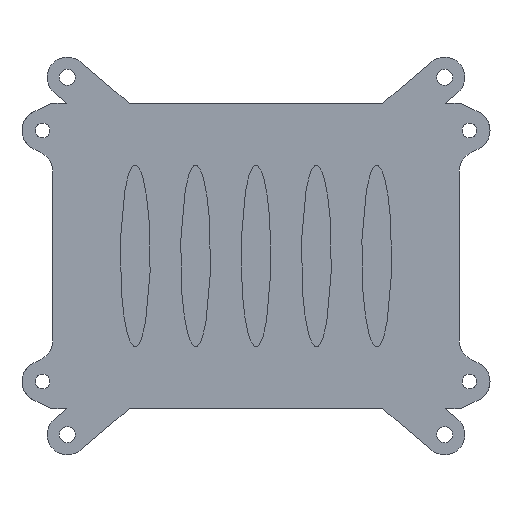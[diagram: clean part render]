
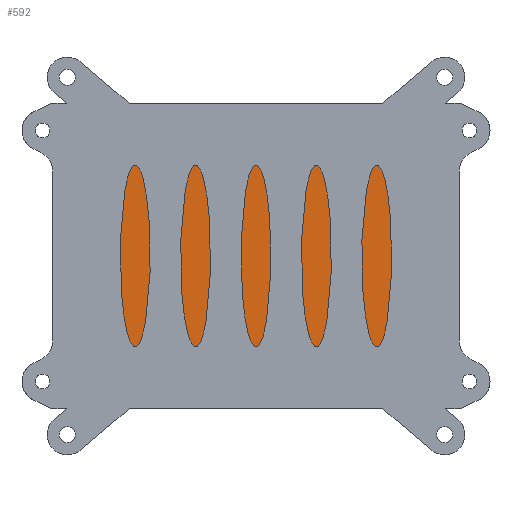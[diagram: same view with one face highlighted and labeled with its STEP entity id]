
A CAD part, front view. The second image highlights one B-rep face of the part: STEP entity #592.
In plain terms, the highlighted face is planar.
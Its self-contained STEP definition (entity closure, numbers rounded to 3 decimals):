
#303 = ORIENTED_EDGE ( 'NONE', *, *, #1551, .F. ) ;
#592 = ADVANCED_FACE ( 'NONE', ( #7029, #7024, #7030, #7039, #7031 ), #6452, .T. ) ;
#1339 = EDGE_CURVE ( 'NONE', #4174, #4134, #9428, .T. ) ;
#1349 = EDGE_CURVE ( 'NONE', #4171, #4144, #9398, .T. ) ;
#1380 = EDGE_CURVE ( 'NONE', #5141, #5143, #9457, .T. ) ;
#1393 = EDGE_CURVE ( 'NONE', #5133, #5131, #9493, .T. ) ;
#1463 = EDGE_CURVE ( 'NONE', #1782, #1809, #9608, .T. ) ;
#1466 = EDGE_CURVE ( 'NONE', #4144, #4171, #9624, .T. ) ;
#1502 = EDGE_CURVE ( 'NONE', #1809, #1845, #9684, .T. ) ;
#1537 = EDGE_CURVE ( 'NONE', #5131, #5133, #9729, .T. ) ;
#1542 = EDGE_CURVE ( 'NONE', #4134, #4174, #9713, .T. ) ;
#1551 = EDGE_CURVE ( 'NONE', #1803, #1782, #9796, .T. ) ;
#1565 = EDGE_CURVE ( 'NONE', #1845, #1803, #9765, .T. ) ;
#1575 = EDGE_CURVE ( 'NONE', #5143, #5141, #9779, .T. ) ;
#1782 = VERTEX_POINT ( 'NONE', #10714 ) ;
#1803 = VERTEX_POINT ( 'NONE', #10748 ) ;
#1809 = VERTEX_POINT ( 'NONE', #10769 ) ;
#1845 = VERTEX_POINT ( 'NONE', #10815 ) ;
#4134 = VERTEX_POINT ( 'NONE', #13292 ) ;
#4144 = VERTEX_POINT ( 'NONE', #13267 ) ;
#4171 = VERTEX_POINT ( 'NONE', #13353 ) ;
#4174 = VERTEX_POINT ( 'NONE', #13308 ) ;
#4375 = EDGE_LOOP ( 'NONE', ( #10474, #10443 ) ) ;
#4392 = EDGE_LOOP ( 'NONE', ( #10466, #10437 ) ) ;
#4422 = EDGE_LOOP ( 'NONE', ( #10411, #10495 ) ) ;
#4426 = EDGE_LOOP ( 'NONE', ( #11481, #11483, #303, #10486 ) ) ;
#4429 = EDGE_LOOP ( 'NONE', ( #10458, #10464 ) ) ;
#5131 = VERTEX_POINT ( 'NONE', #13408 ) ;
#5133 = VERTEX_POINT ( 'NONE', #13497 ) ;
#5141 = VERTEX_POINT ( 'NONE', #13496 ) ;
#5143 = VERTEX_POINT ( 'NONE', #13434 ) ;
#6118 = AXIS2_PLACEMENT_3D ( 'NONE', #6440, #6420, #6421 ) ;
#6420 = DIRECTION ( 'NONE',  ( 0., 0., -1. ) ) ;
#6421 = DIRECTION ( 'NONE',  ( -1., 0., 0. ) ) ;
#6440 = CARTESIAN_POINT ( 'NONE',  ( 0., 0., 0. ) ) ;
#6452 = PLANE ( 'NONE',  #6118 ) ;
#7024 = FACE_BOUND ( 'NONE', #4375, .T. ) ;
#7029 = FACE_BOUND ( 'NONE', #4422, .T. ) ;
#7030 = FACE_BOUND ( 'NONE', #4392, .T. ) ;
#7031 = FACE_OUTER_BOUND ( 'NONE', #4426, .T. ) ;
#7039 = FACE_BOUND ( 'NONE', #4429, .T. ) ;
#8262 = AXIS2_PLACEMENT_3D ( 'NONE', #8787, #8802, #8794 ) ;
#8276 = AXIS2_PLACEMENT_3D ( 'NONE', #8801, #8808, #8811 ) ;
#8281 = AXIS2_PLACEMENT_3D ( 'NONE', #10439, #10423, #10392 ) ;
#8304 = AXIS2_PLACEMENT_3D ( 'NONE', #10507, #10496, #10483 ) ;
#8331 = AXIS2_PLACEMENT_3D ( 'NONE', #10381, #10349, #10386 ) ;
#8359 = AXIS2_PLACEMENT_3D ( 'NONE', #10709, #10687, #10698 ) ;
#8364 = AXIS2_PLACEMENT_3D ( 'NONE', #10711, #10244, #8665 ) ;
#8366 = AXIS2_PLACEMENT_3D ( 'NONE', #11366, #11346, #11342 ) ;
#8665 = DIRECTION ( 'NONE',  ( 1., 0., 0. ) ) ;
#8787 = CARTESIAN_POINT ( 'NONE',  ( 34.25, 24.25, 0. ) ) ;
#8794 = DIRECTION ( 'NONE',  ( 1., 0., 0. ) ) ;
#8801 = CARTESIAN_POINT ( 'NONE',  ( -34.25, -24.25, 0. ) ) ;
#8802 = DIRECTION ( 'NONE',  ( 0., 0., 1. ) ) ;
#8808 = DIRECTION ( 'NONE',  ( 0., 0., 1. ) ) ;
#8811 = DIRECTION ( 'NONE',  ( 1., 0., 0. ) ) ;
#9398 = CIRCLE ( 'NONE', #8276, 1.5 ) ;
#9428 = CIRCLE ( 'NONE', #8262, 1.5 ) ;
#9457 = CIRCLE ( 'NONE', #8281, 1.5 ) ;
#9493 = CIRCLE ( 'NONE', #8304, 1.5 ) ;
#9608 = LINE ( 'NONE', #10704, #9617 ) ;
#9617 = VECTOR ( 'NONE', #10705, 1000. ) ;
#9624 = CIRCLE ( 'NONE', #8359, 1.5 ) ;
#9641 = VECTOR ( 'NONE', #10278, 1000. ) ;
#9684 = LINE ( 'NONE', #10270, #9641 ) ;
#9713 = CIRCLE ( 'NONE', #8364, 1.5 ) ;
#9729 = CIRCLE ( 'NONE', #8331, 1.5 ) ;
#9765 = LINE ( 'NONE', #11329, #9799 ) ;
#9779 = CIRCLE ( 'NONE', #8366, 1.5 ) ;
#9796 = LINE ( 'NONE', #11290, #9807 ) ;
#9799 = VECTOR ( 'NONE', #11341, 1000. ) ;
#9807 = VECTOR ( 'NONE', #11320, 1000. ) ;
#10244 = DIRECTION ( 'NONE',  ( 0., 0., 1. ) ) ;
#10270 = CARTESIAN_POINT ( 'NONE',  ( -37.5, -27.5, 0. ) ) ;
#10278 = DIRECTION ( 'NONE',  ( 0., -1., 0. ) ) ;
#10349 = DIRECTION ( 'NONE',  ( 0., 0., 1. ) ) ;
#10381 = CARTESIAN_POINT ( 'NONE',  ( 34.25, -24.25, 0. ) ) ;
#10386 = DIRECTION ( 'NONE',  ( 1., 0., 0. ) ) ;
#10392 = DIRECTION ( 'NONE',  ( 1., 0., 0. ) ) ;
#10411 = ORIENTED_EDGE ( 'NONE', *, *, #1575, .T. ) ;
#10423 = DIRECTION ( 'NONE',  ( 0., 0., 1. ) ) ;
#10437 = ORIENTED_EDGE ( 'NONE', *, *, #1339, .T. ) ;
#10439 = CARTESIAN_POINT ( 'NONE',  ( -34.25, 24.25, 0. ) ) ;
#10443 = ORIENTED_EDGE ( 'NONE', *, *, #1393, .T. ) ;
#10458 = ORIENTED_EDGE ( 'NONE', *, *, #1466, .T. ) ;
#10464 = ORIENTED_EDGE ( 'NONE', *, *, #1349, .T. ) ;
#10466 = ORIENTED_EDGE ( 'NONE', *, *, #1542, .T. ) ;
#10474 = ORIENTED_EDGE ( 'NONE', *, *, #1537, .T. ) ;
#10483 = DIRECTION ( 'NONE',  ( 1., 0., 0. ) ) ;
#10486 = ORIENTED_EDGE ( 'NONE', *, *, #1565, .F. ) ;
#10495 = ORIENTED_EDGE ( 'NONE', *, *, #1380, .T. ) ;
#10496 = DIRECTION ( 'NONE',  ( 0., 0., 1. ) ) ;
#10507 = CARTESIAN_POINT ( 'NONE',  ( 34.25, -24.25, 0. ) ) ;
#10687 = DIRECTION ( 'NONE',  ( 0., 0., 1. ) ) ;
#10698 = DIRECTION ( 'NONE',  ( 1., 0., 0. ) ) ;
#10704 = CARTESIAN_POINT ( 'NONE',  ( -37.5, 27.5, 0. ) ) ;
#10705 = DIRECTION ( 'NONE',  ( -1., 0., 0. ) ) ;
#10709 = CARTESIAN_POINT ( 'NONE',  ( -34.25, -24.25, 0. ) ) ;
#10711 = CARTESIAN_POINT ( 'NONE',  ( 34.25, 24.25, 0. ) ) ;
#10714 = CARTESIAN_POINT ( 'NONE',  ( 37.5, 27.5, 0. ) ) ;
#10748 = CARTESIAN_POINT ( 'NONE',  ( 37.5, -27.5, 0. ) ) ;
#10769 = CARTESIAN_POINT ( 'NONE',  ( -37.5, 27.5, 0. ) ) ;
#10815 = CARTESIAN_POINT ( 'NONE',  ( -37.5, -27.5, 0. ) ) ;
#11290 = CARTESIAN_POINT ( 'NONE',  ( 37.5, -27.5, 0. ) ) ;
#11320 = DIRECTION ( 'NONE',  ( 0., 1., 0. ) ) ;
#11329 = CARTESIAN_POINT ( 'NONE',  ( -37.5, -27.5, 0. ) ) ;
#11341 = DIRECTION ( 'NONE',  ( 1., 0., 0. ) ) ;
#11342 = DIRECTION ( 'NONE',  ( 1., 0., 0. ) ) ;
#11346 = DIRECTION ( 'NONE',  ( 0., 0., 1. ) ) ;
#11366 = CARTESIAN_POINT ( 'NONE',  ( -34.25, 24.25, 0. ) ) ;
#11481 = ORIENTED_EDGE ( 'NONE', *, *, #1502, .F. ) ;
#11483 = ORIENTED_EDGE ( 'NONE', *, *, #1463, .F. ) ;
#13267 = CARTESIAN_POINT ( 'NONE',  ( -32.75, -24.25, 0. ) ) ;
#13292 = CARTESIAN_POINT ( 'NONE',  ( 35.75, 24.25, 0. ) ) ;
#13308 = CARTESIAN_POINT ( 'NONE',  ( 32.75, 24.25, 0. ) ) ;
#13353 = CARTESIAN_POINT ( 'NONE',  ( -35.75, -24.25, 0. ) ) ;
#13408 = CARTESIAN_POINT ( 'NONE',  ( 35.75, -24.25, 0. ) ) ;
#13434 = CARTESIAN_POINT ( 'NONE',  ( -32.75, 24.25, 0. ) ) ;
#13496 = CARTESIAN_POINT ( 'NONE',  ( -35.75, 24.25, 0. ) ) ;
#13497 = CARTESIAN_POINT ( 'NONE',  ( 32.75, -24.25, 0. ) ) ;
